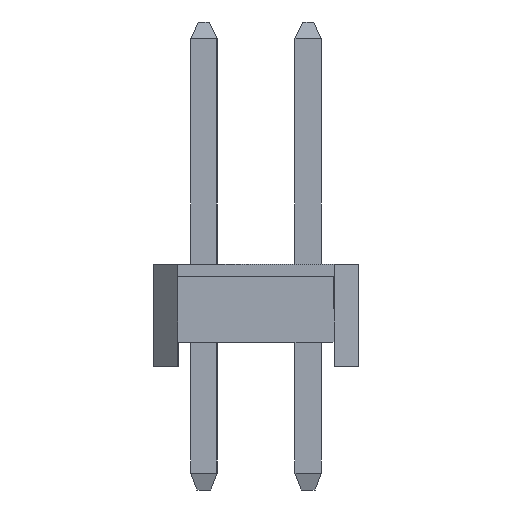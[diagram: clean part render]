
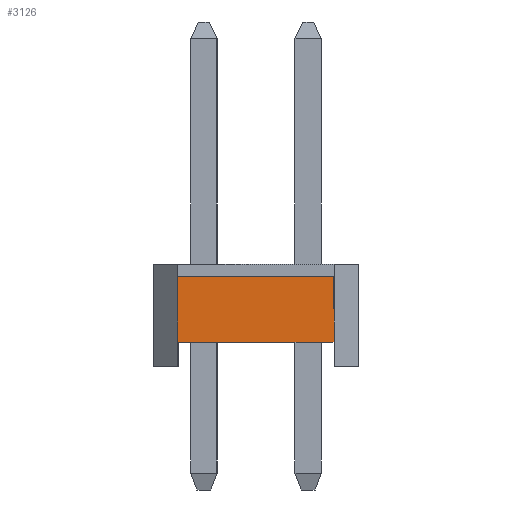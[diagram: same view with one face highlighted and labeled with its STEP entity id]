
A CAD part, left-side view. The second image highlights one B-rep face of the part: STEP entity #3126.
In plain terms, the highlighted planar face has unit normal (-1, 0, 0).
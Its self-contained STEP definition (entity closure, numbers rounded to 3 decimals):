
#821 = CARTESIAN_POINT ( 'NONE',  ( -1.27, 1.9, 2.5 ) ) ;
#869 = EDGE_CURVE ( 'NONE', #5038, #13905, #3948, .T. ) ;
#1354 = DIRECTION ( 'NONE',  ( 0., -1., 0. ) ) ;
#2566 = EDGE_CURVE ( 'NONE', #7079, #9835, #6656, .T. ) ;
#3126 = ADVANCED_FACE ( 'NONE', ( #6034 ), #4767, .F. ) ;
#3420 = LINE ( 'NONE', #11891, #21012 ) ;
#3624 = DIRECTION ( 'NONE',  ( 0., -1., 0. ) ) ;
#3948 = LINE ( 'NONE', #821, #7968 ) ;
#4363 = CARTESIAN_POINT ( 'NONE',  ( -1.27, -1.9, 2.2 ) ) ;
#4767 = PLANE ( 'NONE',  #19373 ) ;
#5038 = VERTEX_POINT ( 'NONE', #11001 ) ;
#6034 = FACE_OUTER_BOUND ( 'NONE', #16734, .T. ) ;
#6454 = DIRECTION ( 'NONE',  ( 1., 0., 0. ) ) ;
#6656 = LINE ( 'NONE', #10052, #8006 ) ;
#6804 = LINE ( 'NONE', #10586, #14952 ) ;
#7079 = VERTEX_POINT ( 'NONE', #4363 ) ;
#7968 = VECTOR ( 'NONE', #12810, 1000. ) ;
#8006 = VECTOR ( 'NONE', #8223, 1000. ) ;
#8223 = DIRECTION ( 'NONE',  ( 0., 0., -1. ) ) ;
#8976 = CARTESIAN_POINT ( 'NONE',  ( -1.27, 1.9, 0.6 ) ) ;
#9835 = VERTEX_POINT ( 'NONE', #13436 ) ;
#9839 = EDGE_CURVE ( 'NONE', #13905, #9835, #3420, .T. ) ;
#10052 = CARTESIAN_POINT ( 'NONE',  ( -1.27, -1.9, 2.5 ) ) ;
#10137 = ORIENTED_EDGE ( 'NONE', *, *, #20519, .F. ) ;
#10586 = CARTESIAN_POINT ( 'NONE',  ( -1.27, -1.9, 2.2 ) ) ;
#11001 = CARTESIAN_POINT ( 'NONE',  ( -1.27, 1.9, 2.2 ) ) ;
#11891 = CARTESIAN_POINT ( 'NONE',  ( -1.27, 1.9, 0.6 ) ) ;
#11968 = DIRECTION ( 'NONE',  ( 0., 0., -1. ) ) ;
#12539 = ORIENTED_EDGE ( 'NONE', *, *, #2566, .F. ) ;
#12810 = DIRECTION ( 'NONE',  ( 0., 0., -1. ) ) ;
#13436 = CARTESIAN_POINT ( 'NONE',  ( -1.27, -1.9, 0.6 ) ) ;
#13905 = VERTEX_POINT ( 'NONE', #8976 ) ;
#14952 = VECTOR ( 'NONE', #3624, 1000. ) ;
#16734 = EDGE_LOOP ( 'NONE', ( #12539, #10137, #17849, #19812 ) ) ;
#16951 = CARTESIAN_POINT ( 'NONE',  ( -1.27, 1.9, 2.5 ) ) ;
#17849 = ORIENTED_EDGE ( 'NONE', *, *, #869, .T. ) ;
#19373 = AXIS2_PLACEMENT_3D ( 'NONE', #16951, #6454, #11968 ) ;
#19812 = ORIENTED_EDGE ( 'NONE', *, *, #9839, .T. ) ;
#20519 = EDGE_CURVE ( 'NONE', #5038, #7079, #6804, .T. ) ;
#21012 = VECTOR ( 'NONE', #1354, 1000. ) ;
